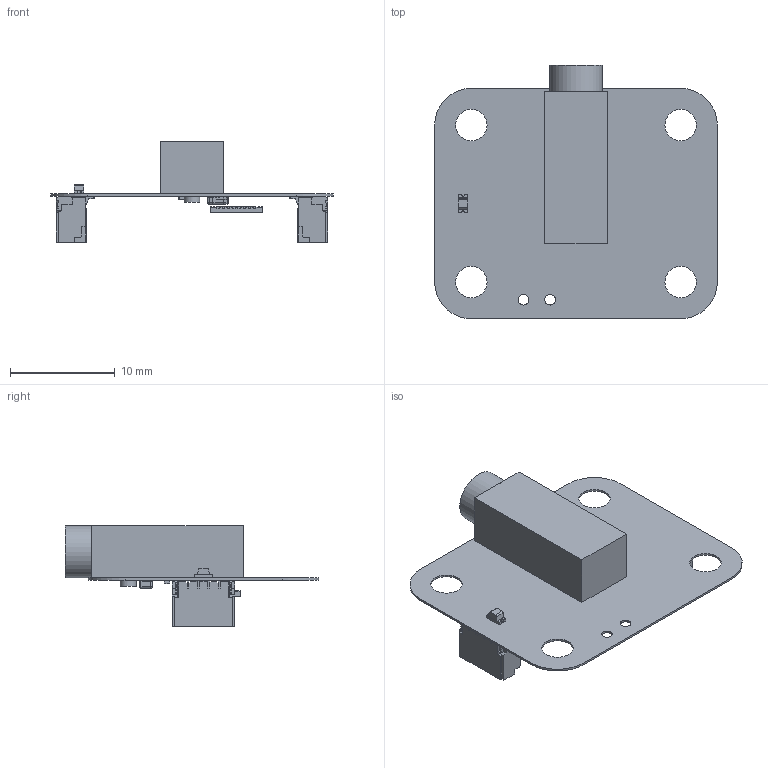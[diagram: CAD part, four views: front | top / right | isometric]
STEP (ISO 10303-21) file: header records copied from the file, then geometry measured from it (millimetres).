
FILE_DESCRIPTION(('Open CASCADE Model'),'2;1');
FILE_NAME('Open CASCADE Shape Model','2025-04-17T11:27:58',('Author'),( 'Open CASCADE'),'Open CASCADE STEP processor 7.5','Open CASCADE 7.5' ,'Unknown');
FILE_SCHEMA(('AUTOMOTIVE_DESIGN { 1 0 10303 214 1 1 1 1 }'));
Length unit declared in the file: millimetre
Products named in the file (37): PCB; Board; Open CASCADE STEP translator 7.5 22.1.1; 3; 6300167920; Cylinder; 6300159840; 6300170640; Extruded; 6620331232; U; DUELink-U-Connector-BM04B-SRSS-TB; D; DUELink-Connector-BM04B-SRSS-TB; STAT; 0603 LED Green; Solid1; Solid4; R4; User Library-R SMD 0402; User Library-R SMD 0402_0402 BODY; User Library-R SMD 0402_0402 PAD; User Library-R SMD 0402_0402 OPIS; C2; 0805 SMD Capacitor; C1; C0402; Free-Models; STM32-QFN32
Assembly tree (38 placements, depth 4):
  PCB
    Board
      Open CASCADE STEP translator 7.5 22.1.1
    3
      6300167920  x2
        Cylinder
      6300159840
        Cylinder
      6300170640
        Extruded
      6620331232
        Cylinder
    U
      DUELink-U-Connector-BM04B-SRSS-TB
    D
      DUELink-Connector-BM04B-SRSS-TB
    STAT
      0603 LED Green
        Solid1
        Solid4
        Solid1
        Solid1
        Solid4
        Solid1
        Solid1
        Solid1
    R4
      User Library-R SMD 0402
        User Library-R SMD 0402_0402 BODY
        User Library-R SMD 0402_0402 PAD  x2
        User Library-R SMD 0402_0402 OPIS
    C2
      0805 SMD Capacitor
    C1
      C0402
    Free-Models
      STM32-QFN32
Bounding box: 27 x 24.2 x 9.62 mm (x, y, z)
Volume: 711.5 mm3; surface area: 2187.5 mm2
Topology: 84 solids, 84 shells, 1283 faces, 4561 edges, 4890 vertices
Faces by surface type: plane 973, cylinder 210, bspline 84, sphere 8, revolution 8
Full cylindrical faces by diameter (mm): 1.016 x2, 1.5 x2, 1.6 x2, 3 x4, 3.6 x1, 5 x1
Entity records: 57358 total; most frequent: CARTESIAN_POINT 15099, DIRECTION 7316, ORIENTED_EDGE 6184, LINE 3866, VECTOR 3866, EDGE_CURVE 3092, VERTEX_POINT 2012, AXIS2_PLACEMENT_3D 1721
